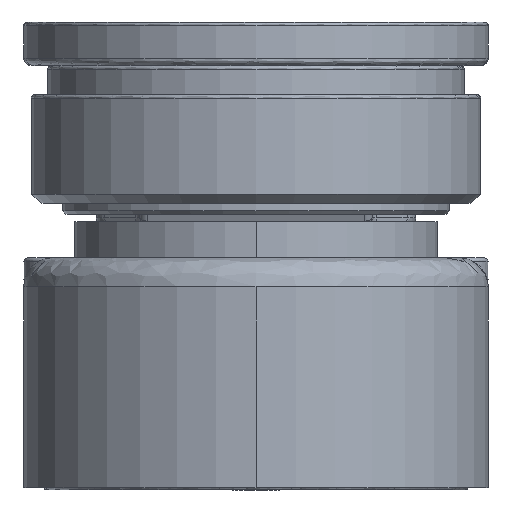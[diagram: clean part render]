
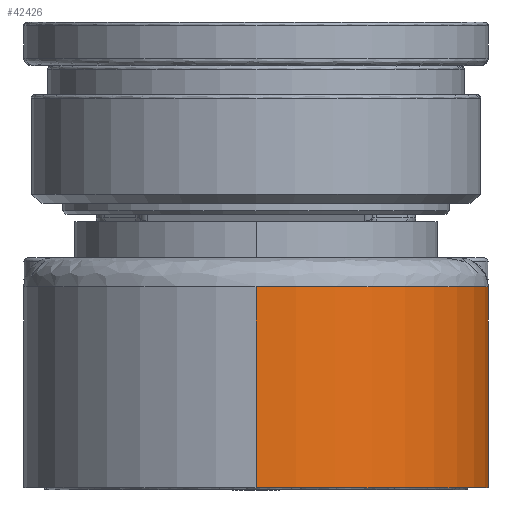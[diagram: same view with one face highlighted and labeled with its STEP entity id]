
A CAD part, left-side view. The second image highlights one B-rep face of the part: STEP entity #42426.
In plain terms, the highlighted cylindrical face has radius 32 mm (diameter 64 mm), a partial arc.
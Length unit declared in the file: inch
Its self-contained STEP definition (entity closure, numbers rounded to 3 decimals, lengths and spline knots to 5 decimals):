
#364 = ORIENTED_EDGE ( 'NONE', *, *, #61952, .T. ) ;
#2759 = DIRECTION ( 'NONE',  ( 0., 0., 1. ) ) ;
#5095 = FACE_OUTER_BOUND ( 'NONE', #42895, .T. ) ;
#6736 = ORIENTED_EDGE ( 'NONE', *, *, #43477, .T. ) ;
#7853 = DIRECTION ( 'NONE',  ( 0., 0., 1. ) ) ;
#10734 = DIRECTION ( 'NONE',  ( 0., 0., -1. ) ) ;
#15027 = CARTESIAN_POINT ( 'NONE',  ( 0., -1.25984, 0. ) ) ;
#16614 = AXIS2_PLACEMENT_3D ( 'NONE', #27045, #2759, #36699 ) ;
#18844 = ORIENTED_EDGE ( 'NONE', *, *, #42361, .F. ) ;
#19304 = AXIS2_PLACEMENT_3D ( 'NONE', #20023, #24911, #58197 ) ;
#19816 = CARTESIAN_POINT ( 'NONE',  ( 0., 0., 1.24803 ) ) ;
#20023 = CARTESIAN_POINT ( 'NONE',  ( 0., 0., 1.09055 ) ) ;
#21107 = VERTEX_POINT ( 'NONE', #15027 ) ;
#24761 = ORIENTED_EDGE ( 'NONE', *, *, #28752, .T. ) ;
#24911 = DIRECTION ( 'NONE',  ( 0., 0., 1. ) ) ;
#27045 = CARTESIAN_POINT ( 'NONE',  ( 0., 0., 0. ) ) ;
#27259 = CARTESIAN_POINT ( 'NONE',  ( 0., -1.25984, 1.09055 ) ) ;
#27569 = CARTESIAN_POINT ( 'NONE',  ( -1.25984, 0., 1.09055 ) ) ;
#27838 = CARTESIAN_POINT ( 'NONE',  ( -1.25984, 0., 0. ) ) ;
#28752 = EDGE_CURVE ( 'NONE', #38513, #29321, #45894, .T. ) ;
#29321 = VERTEX_POINT ( 'NONE', #27838 ) ;
#30121 = DIRECTION ( 'NONE',  ( -1., 0., 0. ) ) ;
#31537 = VECTOR ( 'NONE', #54637, 39.37008 ) ;
#32191 = LINE ( 'NONE', #61172, #56335 ) ;
#32274 = CIRCLE ( 'NONE', #19304, 1.25984 ) ;
#36699 = DIRECTION ( 'NONE',  ( -1., 0., 0. ) ) ;
#38513 = VERTEX_POINT ( 'NONE', #27569 ) ;
#38842 = CIRCLE ( 'NONE', #16614, 1.25984 ) ;
#39064 = VERTEX_POINT ( 'NONE', #27259 ) ;
#40062 = CARTESIAN_POINT ( 'NONE',  ( -1.25984, 0., 1.24803 ) ) ;
#42361 = EDGE_CURVE ( 'NONE', #38513, #39064, #32274, .T. ) ;
#42426 = ADVANCED_FACE ( 'NONE', ( #5095 ), #42851, .T. ) ;
#42851 = CYLINDRICAL_SURFACE ( 'NONE', #62515, 1.25984 ) ;
#42895 = EDGE_LOOP ( 'NONE', ( #18844, #24761, #364, #6736 ) ) ;
#43477 = EDGE_CURVE ( 'NONE', #21107, #39064, #32191, .T. ) ;
#45894 = LINE ( 'NONE', #40062, #31537 ) ;
#54637 = DIRECTION ( 'NONE',  ( 0., 0., -1. ) ) ;
#56335 = VECTOR ( 'NONE', #7853, 39.37008 ) ;
#58197 = DIRECTION ( 'NONE',  ( 1., 0., 0. ) ) ;
#61172 = CARTESIAN_POINT ( 'NONE',  ( 0., -1.25984, 1.24803 ) ) ;
#61952 = EDGE_CURVE ( 'NONE', #29321, #21107, #38842, .T. ) ;
#62515 = AXIS2_PLACEMENT_3D ( 'NONE', #19816, #10734, #30121 ) ;
